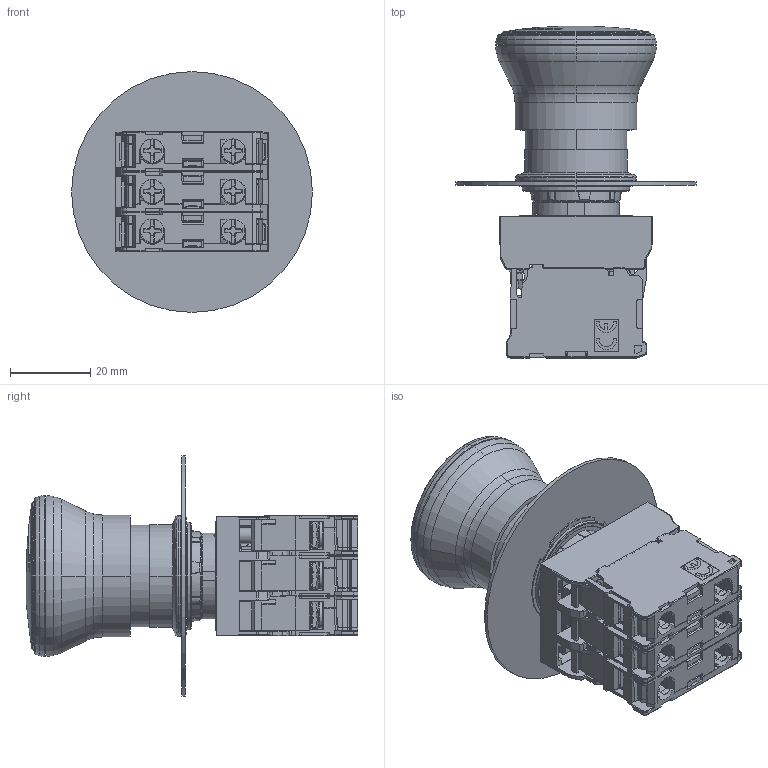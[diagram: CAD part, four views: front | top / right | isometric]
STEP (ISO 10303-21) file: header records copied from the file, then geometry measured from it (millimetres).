
FILE_DESCRIPTION((''),'2;1');
FILE_NAME('192610_ASM','2023-08-31T10:02:33',('banengservice'),('BANNER ENGINEERING'),'CREO PARAMETRIC BY PTC INC, 2022414','CREO PARAMETRIC BY PTC INC, 2022414','');
FILE_SCHEMA(('CONFIG_CONTROL_DESIGN'));
Products named in the file (6): 235800; 235813; 235801; 205759; 205758; 192610_ASM
Assembly tree (6 placements, depth 2):
  192610_ASM
    235800
    235813
    235801
    205759  x2
    205758
Bounding box: 60 x 82.72 x 60 mm (x, y, z)
Volume: 1.8 mm3; surface area: 41707.4 mm2
Topology: 13 solids, 84 shells, 3653 faces, 13837 edges, 10031 vertices
Faces by surface type: plane 2419, cylinder 643, cone 251, torus 214, bspline 80, sphere 37, extrusion 9
Entity records: 119319 total; most frequent: CARTESIAN_POINT 31402, ORIENTED_EDGE 18119, DIRECTION 16634, EDGE_CURVE 10690, VERTEX_POINT 7707, VECTOR 7340, LINE 7334, AXIS2_PLACEMENT_3D 4647
